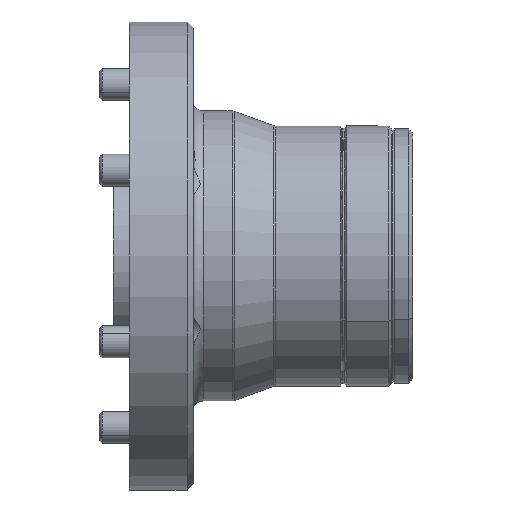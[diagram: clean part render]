
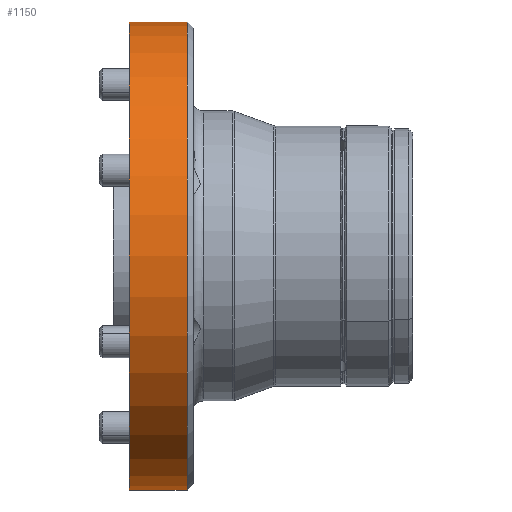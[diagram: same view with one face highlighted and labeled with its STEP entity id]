
A CAD part, front view. The second image highlights one B-rep face of the part: STEP entity #1150.
In plain terms, the highlighted cylindrical face has radius 117 mm (diameter 234 mm), a partial arc.
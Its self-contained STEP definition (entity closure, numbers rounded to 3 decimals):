
#118 = ORIENTED_EDGE ( 'NONE', *, *, #1306, .T. ) ;
#329 = DIRECTION ( 'NONE',  ( -1., 0., 0. ) ) ;
#342 = CARTESIAN_POINT ( 'NONE',  ( 0., 0., 117. ) ) ;
#718 = EDGE_CURVE ( 'NONE', #2333, #6525, #7849, .T. ) ;
#723 = DIRECTION ( 'NONE',  ( 0., 0., 1. ) ) ;
#752 = DIRECTION ( 'NONE',  ( -1., 0., 0. ) ) ;
#872 = AXIS2_PLACEMENT_3D ( 'NONE', #5541, #752, #723 ) ;
#906 = DIRECTION ( 'NONE',  ( -1., 0., 0. ) ) ;
#1150 = ADVANCED_FACE ( 'NONE', ( #3935 ), #5536, .T. ) ;
#1306 = EDGE_CURVE ( 'NONE', #6525, #1667, #6290, .T. ) ;
#1350 = ORIENTED_EDGE ( 'NONE', *, *, #718, .T. ) ;
#1407 = DIRECTION ( 'NONE',  ( -1., 0., 0. ) ) ;
#1667 = VERTEX_POINT ( 'NONE', #6327 ) ;
#1700 = CARTESIAN_POINT ( 'NONE',  ( 29., 0., 0. ) ) ;
#1846 = LINE ( 'NONE', #7174, #8809 ) ;
#1890 = ORIENTED_EDGE ( 'NONE', *, *, #2992, .F. ) ;
#1961 = DIRECTION ( 'NONE',  ( 0., 0., 1. ) ) ;
#2043 = CIRCLE ( 'NONE', #872, 117. ) ;
#2333 = VERTEX_POINT ( 'NONE', #5450 ) ;
#2571 = DIRECTION ( 'NONE',  ( -1., 0., 0. ) ) ;
#2992 = EDGE_CURVE ( 'NONE', #2333, #7709, #1846, .T. ) ;
#3574 = EDGE_CURVE ( 'NONE', #7709, #1667, #2043, .T. ) ;
#3935 = FACE_OUTER_BOUND ( 'NONE', #5682, .T. ) ;
#4035 = ORIENTED_EDGE ( 'NONE', *, *, #3574, .F. ) ;
#4215 = CARTESIAN_POINT ( 'NONE',  ( 0., 0., 0. ) ) ;
#4379 = CARTESIAN_POINT ( 'NONE',  ( 0., 0., -117. ) ) ;
#4428 = VECTOR ( 'NONE', #2571, 1000. ) ;
#4436 = AXIS2_PLACEMENT_3D ( 'NONE', #1700, #329, #1961 ) ;
#5450 = CARTESIAN_POINT ( 'NONE',  ( 29., 0., -117. ) ) ;
#5536 = CYLINDRICAL_SURFACE ( 'NONE', #6578, 117. ) ;
#5541 = CARTESIAN_POINT ( 'NONE',  ( 0., 0., 0. ) ) ;
#5682 = EDGE_LOOP ( 'NONE', ( #1890, #1350, #118, #4035 ) ) ;
#5967 = CARTESIAN_POINT ( 'NONE',  ( 29., 0., 117. ) ) ;
#6290 = LINE ( 'NONE', #342, #4428 ) ;
#6327 = CARTESIAN_POINT ( 'NONE',  ( 0., 0., 117. ) ) ;
#6525 = VERTEX_POINT ( 'NONE', #5967 ) ;
#6578 = AXIS2_PLACEMENT_3D ( 'NONE', #4215, #1407, #8736 ) ;
#7174 = CARTESIAN_POINT ( 'NONE',  ( 0., 0., -117. ) ) ;
#7709 = VERTEX_POINT ( 'NONE', #4379 ) ;
#7849 = CIRCLE ( 'NONE', #4436, 117. ) ;
#8736 = DIRECTION ( 'NONE',  ( 0., 0., 1. ) ) ;
#8809 = VECTOR ( 'NONE', #906, 1000. ) ;
